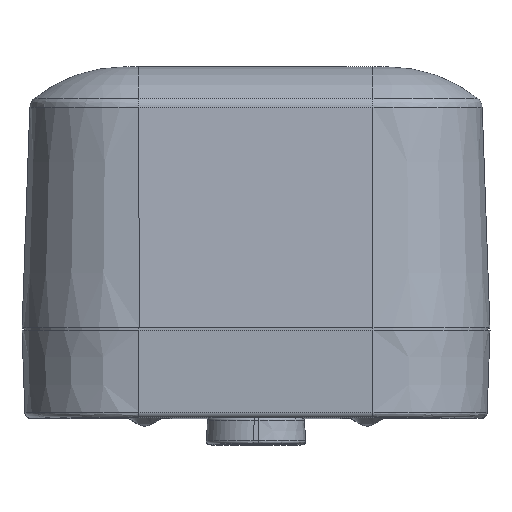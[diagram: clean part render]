
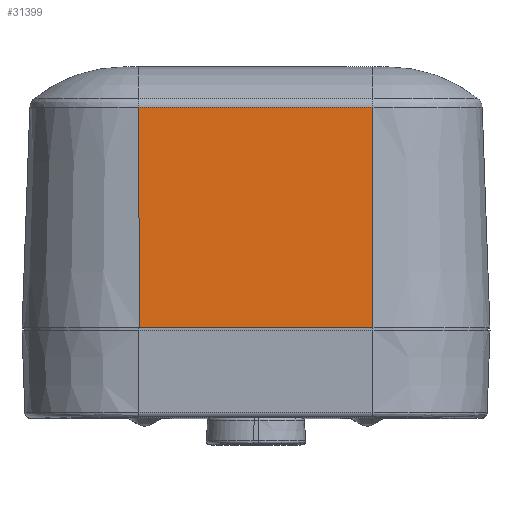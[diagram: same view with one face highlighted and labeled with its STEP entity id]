
A CAD part, top view. The second image highlights one B-rep face of the part: STEP entity #31399.
In plain terms, the highlighted face is planar.
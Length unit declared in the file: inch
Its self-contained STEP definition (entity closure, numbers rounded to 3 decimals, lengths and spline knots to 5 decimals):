
#1019 = CARTESIAN_POINT ( 'NONE',  ( -0.7874, 0.01575, -1.57425 ) ) ;
#1414 = EDGE_CURVE ( 'NONE', #42429, #74228, #60226, .T. ) ;
#2179 = EDGE_CURVE ( 'NONE', #74228, #20004, #48931, .T. ) ;
#4530 = LINE ( 'NONE', #30267, #71440 ) ;
#4679 = CARTESIAN_POINT ( 'NONE',  ( -0.7874, 1.50051, -1.5224 ) ) ;
#9636 = DIRECTION ( 'NONE',  ( 0., 0.035, -0.999 ) ) ;
#10231 = ORIENTED_EDGE ( 'NONE', *, *, #2179, .T. ) ;
#10665 = DIRECTION ( 'NONE',  ( -1., 0., 0. ) ) ;
#11806 = ORIENTED_EDGE ( 'NONE', *, *, #12814, .F. ) ;
#12058 = DIRECTION ( 'NONE',  ( 0., 0.999, 0.035 ) ) ;
#12563 = EDGE_CURVE ( 'NONE', #42429, #38668, #36986, .T. ) ;
#12814 = EDGE_CURVE ( 'NONE', #38668, #20004, #4530, .T. ) ;
#20004 = VERTEX_POINT ( 'NONE', #4679 ) ;
#20758 = AXIS2_PLACEMENT_3D ( 'NONE', #46835, #9636, #71781 ) ;
#21937 = ORIENTED_EDGE ( 'NONE', *, *, #1414, .T. ) ;
#28020 = FACE_OUTER_BOUND ( 'NONE', #39894, .T. ) ;
#30267 = CARTESIAN_POINT ( 'NONE',  ( 0.7874, 1.50051, -1.5224 ) ) ;
#31399 = ADVANCED_FACE ( 'NONE', ( #28020 ), #52985, .T. ) ;
#34052 = CARTESIAN_POINT ( 'NONE',  ( -0.7874, 0.01575, -1.57425 ) ) ;
#35245 = DIRECTION ( 'NONE',  ( -1., 0., 0. ) ) ;
#35449 = VECTOR ( 'NONE', #35245, 39.37008 ) ;
#36192 = CARTESIAN_POINT ( 'NONE',  ( 0.7874, 0., -1.5748 ) ) ;
#36986 = LINE ( 'NONE', #36192, #49191 ) ;
#38668 = VERTEX_POINT ( 'NONE', #55643 ) ;
#39894 = EDGE_LOOP ( 'NONE', ( #11806, #58823, #21937, #10231 ) ) ;
#42429 = VERTEX_POINT ( 'NONE', #77443 ) ;
#46835 = CARTESIAN_POINT ( 'NONE',  ( -0.7874, 0., -1.5748 ) ) ;
#48931 = LINE ( 'NONE', #55085, #52529 ) ;
#49191 = VECTOR ( 'NONE', #12058, 39.37008 ) ;
#52529 = VECTOR ( 'NONE', #79995, 39.37008 ) ;
#52985 = PLANE ( 'NONE',  #20758 ) ;
#55085 = CARTESIAN_POINT ( 'NONE',  ( -0.7874, 0., -1.5748 ) ) ;
#55643 = CARTESIAN_POINT ( 'NONE',  ( 0.7874, 1.50051, -1.5224 ) ) ;
#58823 = ORIENTED_EDGE ( 'NONE', *, *, #12563, .F. ) ;
#60226 = LINE ( 'NONE', #34052, #35449 ) ;
#71440 = VECTOR ( 'NONE', #10665, 39.37008 ) ;
#71781 = DIRECTION ( 'NONE',  ( 0., 0.999, 0.035 ) ) ;
#74228 = VERTEX_POINT ( 'NONE', #1019 ) ;
#77443 = CARTESIAN_POINT ( 'NONE',  ( 0.7874, 0.01575, -1.57425 ) ) ;
#79995 = DIRECTION ( 'NONE',  ( 0., 0.999, 0.035 ) ) ;
